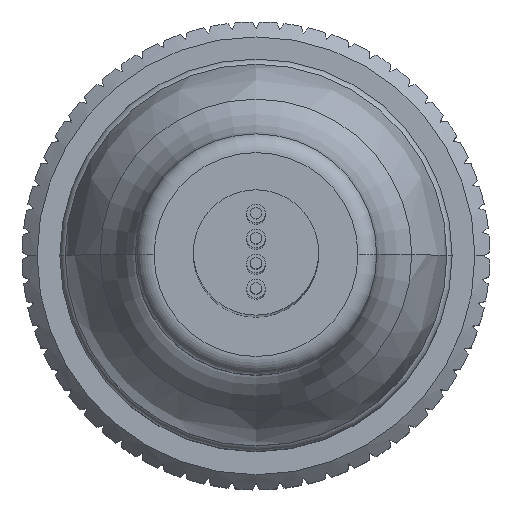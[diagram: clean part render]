
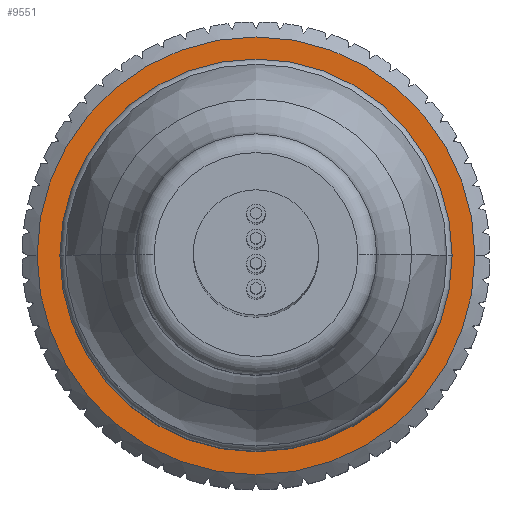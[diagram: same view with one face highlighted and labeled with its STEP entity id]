
A CAD part, top view. The second image highlights one B-rep face of the part: STEP entity #9551.
In plain terms, the highlighted planar face has unit normal (0, 0, 1).
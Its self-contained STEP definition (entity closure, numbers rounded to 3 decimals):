
#501=CARTESIAN_POINT('',(0.,0.,-39.3));
#502=DIRECTION('',(0.,0.,-1.));
#503=DIRECTION('',(-1.,0.,0.));
#504=AXIS2_PLACEMENT_3D('',#501,#502,#503);
#506=CARTESIAN_POINT('',(0.,0.,-39.3));
#507=DIRECTION('',(0.,0.,1.));
#508=DIRECTION('',(-1.,0.,0.));
#509=AXIS2_PLACEMENT_3D('',#506,#507,#508);
#1085=CARTESIAN_POINT('',(0.,0.,-39.3));
#1086=DIRECTION('',(0.,0.,1.));
#1087=DIRECTION('',(-1.,0.,0.));
#1088=AXIS2_PLACEMENT_3D('',#1085,#1086,#1087);
#3159=CARTESIAN_POINT('',(0.,0.,-39.3));
#3160=DIRECTION('',(0.,0.,-1.));
#3161=DIRECTION('',(-1.,0.,0.));
#3162=AXIS2_PLACEMENT_3D('',#3159,#3160,#3161);
#7829=CARTESIAN_POINT('',(-7.1,0.,-39.3));
#7831=VERTEX_POINT('',#7829);
#7833=CARTESIAN_POINT('',(7.1,0.,-39.3));
#7835=VERTEX_POINT('',#7833);
#7836=CARTESIAN_POINT('',(-11.7,0.,-39.3));
#7837=CARTESIAN_POINT('',(11.7,0.,-39.3));
#7838=VERTEX_POINT('',#7836);
#7839=VERTEX_POINT('',#7837);
#9536=CARTESIAN_POINT('',(0.,0.,-39.3));
#9537=DIRECTION('',(0.,0.,1.));
#9538=DIRECTION('',(1.,0.,0.));
#9539=AXIS2_PLACEMENT_3D('',#9536,#9537,#9538);
#9540=PLANE('',#9539);
#9542=ORIENTED_EDGE('',*,*,#9541,.F.);
#9544=ORIENTED_EDGE('',*,*,#9543,.T.);
#9545=EDGE_LOOP('',(#9542,#9544));
#9546=FACE_OUTER_BOUND('',#9545,.F.);
#9547=ORIENTED_EDGE('',*,*,#9529,.F.);
#9548=ORIENTED_EDGE('',*,*,#9518,.T.);
#9549=EDGE_LOOP('',(#9547,#9548));
#9550=FACE_BOUND('',#9549,.F.);
#9551=ADVANCED_FACE('',(#9546,#9550),#9540,.T.);
#505=CIRCLE('',#504,7.1);
#510=CIRCLE('',#509,7.1);
#1089=CIRCLE('',#1088,11.7);
#3163=CIRCLE('',#3162,11.7);
#9518=EDGE_CURVE('',#7831,#7835,#510,.T.);
#9529=EDGE_CURVE('',#7831,#7835,#505,.T.);
#9541=EDGE_CURVE('',#7838,#7839,#1089,.T.);
#9543=EDGE_CURVE('',#7838,#7839,#3163,.T.);
